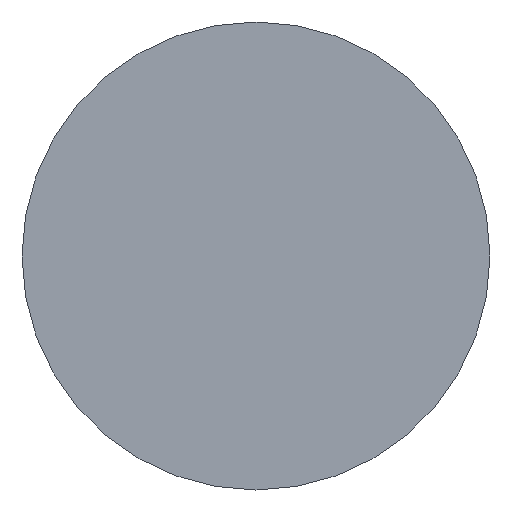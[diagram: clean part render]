
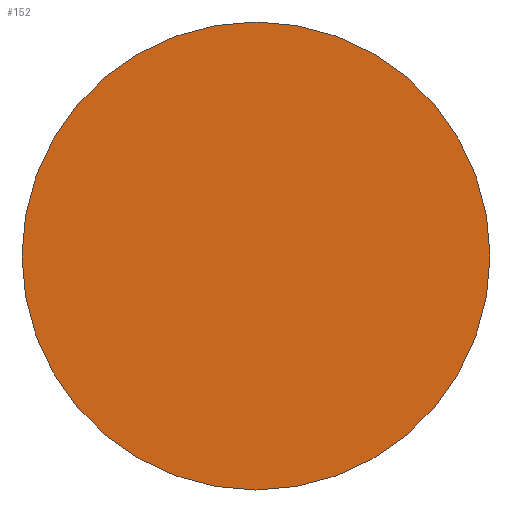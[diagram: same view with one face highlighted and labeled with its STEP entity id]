
A CAD part, left-side view. The second image highlights one B-rep face of the part: STEP entity #152.
In plain terms, the highlighted planar face has unit normal (-1, 0, 0).
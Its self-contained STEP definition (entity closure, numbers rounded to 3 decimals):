
#5 = AXIS2_PLACEMENT_3D ( 'NONE', #172, #118, #174 ) ;
#6 = ORIENTED_EDGE ( 'NONE', *, *, #181, .T. ) ;
#29 = CARTESIAN_POINT ( 'NONE',  ( 465.582, 58.168, 0. ) ) ;
#43 = PLANE ( 'NONE',  #138 ) ;
#51 = DIRECTION ( 'NONE',  ( -1., 0., 0. ) ) ;
#69 = DIRECTION ( 'NONE',  ( 0., 0., 1. ) ) ;
#70 = FACE_OUTER_BOUND ( 'NONE', #124, .T. ) ;
#80 = EDGE_CURVE ( 'NONE', #166, #88, #150, .T. ) ;
#83 = ORIENTED_EDGE ( 'NONE', *, *, #80, .T. ) ;
#88 = VERTEX_POINT ( 'NONE', #132 ) ;
#100 = CIRCLE ( 'NONE', #5, 7.5 ) ;
#106 = CARTESIAN_POINT ( 'NONE',  ( 465.582, 58.168, 0. ) ) ;
#109 = DIRECTION ( 'NONE',  ( 1., 0., 0. ) ) ;
#118 = DIRECTION ( 'NONE',  ( -1., 0., 0. ) ) ;
#124 = EDGE_LOOP ( 'NONE', ( #6, #83 ) ) ;
#130 = DIRECTION ( 'NONE',  ( 0., 0., -1. ) ) ;
#131 = CARTESIAN_POINT ( 'NONE',  ( 465.582, 58.168, -7.5 ) ) ;
#132 = CARTESIAN_POINT ( 'NONE',  ( 465.582, 58.168, 7.5 ) ) ;
#138 = AXIS2_PLACEMENT_3D ( 'NONE', #106, #109, #130 ) ;
#140 = AXIS2_PLACEMENT_3D ( 'NONE', #29, #51, #69 ) ;
#150 = CIRCLE ( 'NONE', #140, 7.5 ) ;
#152 = ADVANCED_FACE ( 'NONE', ( #70 ), #43, .F. ) ;
#166 = VERTEX_POINT ( 'NONE', #131 ) ;
#172 = CARTESIAN_POINT ( 'NONE',  ( 465.582, 58.168, 0. ) ) ;
#174 = DIRECTION ( 'NONE',  ( 0., 0., 1. ) ) ;
#181 = EDGE_CURVE ( 'NONE', #88, #166, #100, .T. ) ;
